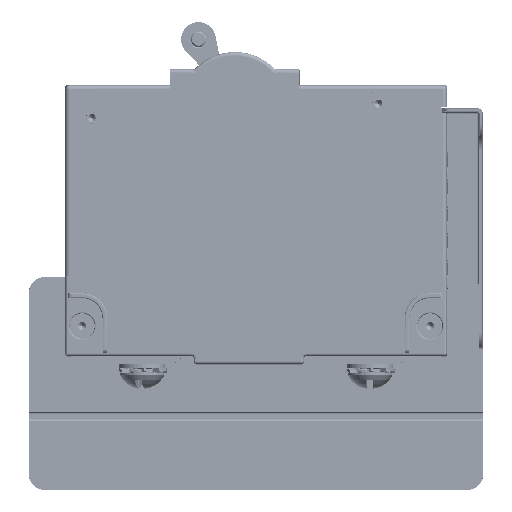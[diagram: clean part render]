
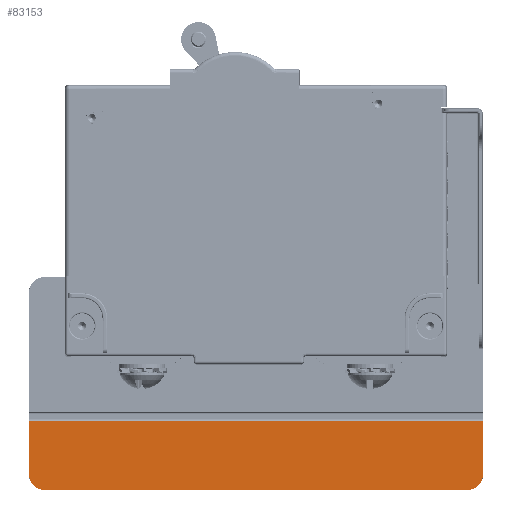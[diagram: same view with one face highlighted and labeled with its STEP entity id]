
A CAD part, top view. The second image highlights one B-rep face of the part: STEP entity #83153.
In plain terms, the highlighted planar face has unit normal (0, 0, 1).
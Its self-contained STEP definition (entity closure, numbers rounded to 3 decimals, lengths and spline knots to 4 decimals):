
#1251=CARTESIAN_POINT('',(-1.6637,-2.533,0.396));
#1259=DIRECTION('',(0.,-1.,0.));
#1260=VECTOR('',#1259,0.433);
#1261=CARTESIAN_POINT('',(-1.6637,-2.533,0.396));
#1262=LINE('',#1261,#1260);
#3134=DIRECTION('',(-1.,0.,0.));
#3135=VECTOR('',#3134,3.6713);
#3136=CARTESIAN_POINT('',(2.0077,-2.533,0.396));
#3137=LINE('',#3136,#3135);
#3138=CARTESIAN_POINT('',(1.883,-2.966,0.396));
#3139=DIRECTION('',(0.,0.,1.));
#3140=DIRECTION('',(0.,-1.,0.));
#3141=AXIS2_PLACEMENT_3D('',#3138,#3139,#3140);
#3143=CARTESIAN_POINT('',(-1.539,-2.966,0.396));
#3144=DIRECTION('',(0.,0.,1.));
#3145=DIRECTION('',(-1.,0.,0.));
#3146=AXIS2_PLACEMENT_3D('',#3143,#3144,#3145);
#3242=DIRECTION('',(0.,-1.,0.));
#3243=VECTOR('',#3242,0.433);
#3244=CARTESIAN_POINT('',(2.0077,-2.533,0.396));
#3245=LINE('',#3244,#3243);
#3252=CARTESIAN_POINT('',(2.0077,-2.533,0.396));
#65869=DIRECTION('',(-1.,0.,0.));
#65870=VECTOR('',#65869,3.422);
#65871=CARTESIAN_POINT('',(1.883,-3.0907,0.396));
#65872=LINE('',#65871,#65870);
#78800=VERTEX_POINT('',#1251);
#78804=VERTEX_POINT('',#3252);
#78819=CARTESIAN_POINT('',(1.883,-3.0907,0.396));
#78820=VERTEX_POINT('',#78819);
#78821=CARTESIAN_POINT('',(2.0077,-2.966,0.396));
#78822=VERTEX_POINT('',#78821);
#78823=CARTESIAN_POINT('',(-1.6637,-2.966,0.396));
#78824=CARTESIAN_POINT('',(-1.539,-3.0907,0.396));
#78825=VERTEX_POINT('',#78823);
#78826=VERTEX_POINT('',#78824);
#83136=CARTESIAN_POINT('',(2.008,-2.526,0.396));
#83137=DIRECTION('',(0.,0.,1.));
#83138=DIRECTION('',(0.,-1.,0.));
#83139=AXIS2_PLACEMENT_3D('',#83136,#83137,#83138);
#83140=PLANE('',#83139);
#83142=ORIENTED_EDGE('',*,*,#83141,.F.);
#83144=ORIENTED_EDGE('',*,*,#83143,.T.);
#83146=ORIENTED_EDGE('',*,*,#83145,.F.);
#83148=ORIENTED_EDGE('',*,*,#83147,.T.);
#83149=ORIENTED_EDGE('',*,*,#83127,.F.);
#83150=ORIENTED_EDGE('',*,*,#80946,.F.);
#83151=EDGE_LOOP('',(#83142,#83144,#83146,#83148,#83149,#83150));
#83152=FACE_OUTER_BOUND('',#83151,.F.);
#3142=CIRCLE('',#3141,0.1247);
#3147=CIRCLE('',#3146,0.1247);
#80946=EDGE_CURVE('',#78800,#78825,#1262,.T.);
#83127=EDGE_CURVE('',#78825,#78826,#3147,.T.);
#83141=EDGE_CURVE('',#78804,#78800,#3137,.T.);
#83143=EDGE_CURVE('',#78804,#78822,#3245,.T.);
#83145=EDGE_CURVE('',#78820,#78822,#3142,.T.);
#83147=EDGE_CURVE('',#78820,#78826,#65872,.T.);
#83153=ADVANCED_FACE('',(#83152),#83140,.T.);
